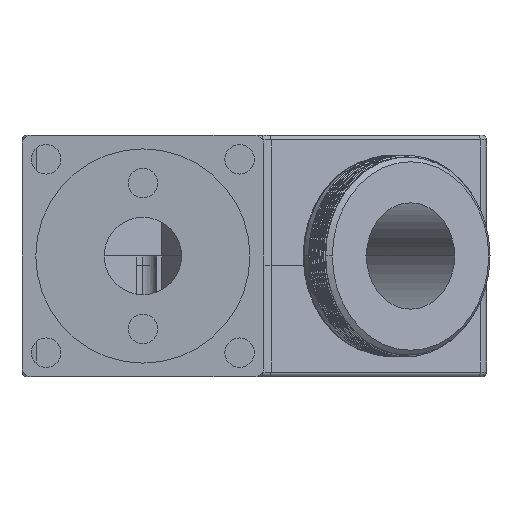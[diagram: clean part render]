
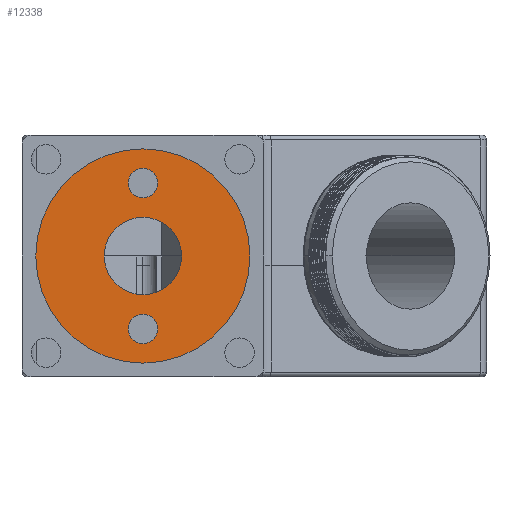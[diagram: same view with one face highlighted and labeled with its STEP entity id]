
A CAD part, left-side view. The second image highlights one B-rep face of the part: STEP entity #12338.
In plain terms, the highlighted planar face has unit normal (-1, 0, 0).
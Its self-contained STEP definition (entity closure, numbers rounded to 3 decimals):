
#260 = DIRECTION ( 'NONE',  ( 0., 0., 1. ) ) ;
#625 = DIRECTION ( 'NONE',  ( 0., 0., 1. ) ) ;
#626 = CARTESIAN_POINT ( 'NONE',  ( -39.5, -11.347, 8.312 ) ) ;
#1164 = FACE_BOUND ( 'NONE', #31964, .T. ) ;
#1486 = AXIS2_PLACEMENT_3D ( 'NONE', #15995, #21491, #26477 ) ;
#3310 = DIRECTION ( 'NONE',  ( 0., 0., 1. ) ) ;
#3894 = FACE_OUTER_BOUND ( 'NONE', #18065, .T. ) ;
#4076 = DIRECTION ( 'NONE',  ( 0., 0., 1. ) ) ;
#5126 = CARTESIAN_POINT ( 'NONE',  ( -39.5, -11.347, 32.362 ) ) ;
#6286 = ORIENTED_EDGE ( 'NONE', *, *, #12057, .T. ) ;
#6318 = CARTESIAN_POINT ( 'NONE',  ( -39.5, -11.347, -1.813 ) ) ;
#6437 = ORIENTED_EDGE ( 'NONE', *, *, #15187, .T. ) ;
#7296 = VERTEX_POINT ( 'NONE', #626 ) ;
#8272 = DIRECTION ( 'NONE',  ( -1., 0., 0. ) ) ;
#8445 = DIRECTION ( 'NONE',  ( -1., 0., 0. ) ) ;
#8449 = EDGE_CURVE ( 'NONE', #23483, #28574, #29660, .T. ) ;
#8706 = CARTESIAN_POINT ( 'NONE',  ( -39.5, -11.347, 5.262 ) ) ;
#8823 = EDGE_CURVE ( 'NONE', #7296, #16922, #19807, .T. ) ;
#8945 = DIRECTION ( 'NONE',  ( 1., 0., 0. ) ) ;
#9378 = DIRECTION ( 'NONE',  ( -1., 0., 0. ) ) ;
#9395 = AXIS2_PLACEMENT_3D ( 'NONE', #23076, #17898, #32567 ) ;
#10052 = ORIENTED_EDGE ( 'NONE', *, *, #31891, .F. ) ;
#10368 = AXIS2_PLACEMENT_3D ( 'NONE', #21476, #8445, #21123 ) ;
#10388 = CIRCLE ( 'NONE', #29025, 3.05 ) ;
#11661 = ORIENTED_EDGE ( 'NONE', *, *, #21206, .F. ) ;
#12057 = EDGE_CURVE ( 'NONE', #19201, #16580, #32824, .T. ) ;
#12338 = ADVANCED_FACE ( 'NONE', ( #24614, #1164, #3894, #18309 ), #14319, .T. ) ;
#12392 = VERTEX_POINT ( 'NONE', #24944 ) ;
#12565 = CARTESIAN_POINT ( 'NONE',  ( -39.5, -11.347, 38.462 ) ) ;
#12621 = CARTESIAN_POINT ( 'NONE',  ( -39.5, -11.347, 42.487 ) ) ;
#13598 = EDGE_LOOP ( 'NONE', ( #6437, #15506 ) ) ;
#14176 = EDGE_CURVE ( 'NONE', #12392, #14855, #21803, .T. ) ;
#14319 = PLANE ( 'NONE',  #31190 ) ;
#14651 = DIRECTION ( 'NONE',  ( 0., 0., 1. ) ) ;
#14855 = VERTEX_POINT ( 'NONE', #15559 ) ;
#15187 = EDGE_CURVE ( 'NONE', #14855, #12392, #22926, .T. ) ;
#15506 = ORIENTED_EDGE ( 'NONE', *, *, #14176, .T. ) ;
#15559 = CARTESIAN_POINT ( 'NONE',  ( -39.5, -11.347, 12.337 ) ) ;
#15995 = CARTESIAN_POINT ( 'NONE',  ( -39.5, -11.347, 35.412 ) ) ;
#16580 = VERTEX_POINT ( 'NONE', #12621 ) ;
#16922 = VERTEX_POINT ( 'NONE', #20103 ) ;
#17898 = DIRECTION ( 'NONE',  ( -1., 0., 0. ) ) ;
#18065 = EDGE_LOOP ( 'NONE', ( #31574, #6286 ) ) ;
#18213 = DIRECTION ( 'NONE',  ( 1., 0., 0. ) ) ;
#18309 = FACE_BOUND ( 'NONE', #13598, .T. ) ;
#19045 = AXIS2_PLACEMENT_3D ( 'NONE', #22293, #8945, #625 ) ;
#19201 = VERTEX_POINT ( 'NONE', #6318 ) ;
#19447 = CARTESIAN_POINT ( 'NONE',  ( -39.5, -11.347, 20.337 ) ) ;
#19607 = AXIS2_PLACEMENT_3D ( 'NONE', #31601, #18213, #260 ) ;
#19807 = CIRCLE ( 'NONE', #25848, 3.05 ) ;
#20103 = CARTESIAN_POINT ( 'NONE',  ( -39.5, -11.347, 2.212 ) ) ;
#20546 = EDGE_LOOP ( 'NONE', ( #25363, #10052 ) ) ;
#21123 = DIRECTION ( 'NONE',  ( 0., 0., 1. ) ) ;
#21206 = EDGE_CURVE ( 'NONE', #28574, #23483, #25545, .T. ) ;
#21476 = CARTESIAN_POINT ( 'NONE',  ( -39.5, -11.347, 20.337 ) ) ;
#21491 = DIRECTION ( 'NONE',  ( -1., 0., 0. ) ) ;
#21803 = CIRCLE ( 'NONE', #19045, 8. ) ;
#22293 = CARTESIAN_POINT ( 'NONE',  ( -39.5, -11.347, 20.337 ) ) ;
#22787 = ORIENTED_EDGE ( 'NONE', *, *, #8449, .F. ) ;
#22926 = CIRCLE ( 'NONE', #19607, 8. ) ;
#23076 = CARTESIAN_POINT ( 'NONE',  ( -39.5, -11.347, 35.412 ) ) ;
#23225 = EDGE_CURVE ( 'NONE', #16580, #19201, #31045, .T. ) ;
#23483 = VERTEX_POINT ( 'NONE', #12565 ) ;
#24614 = FACE_BOUND ( 'NONE', #20546, .T. ) ;
#24781 = CARTESIAN_POINT ( 'NONE',  ( -39.5, -11.347, 20.337 ) ) ;
#24944 = CARTESIAN_POINT ( 'NONE',  ( -39.5, -11.347, 28.337 ) ) ;
#25363 = ORIENTED_EDGE ( 'NONE', *, *, #8823, .F. ) ;
#25545 = CIRCLE ( 'NONE', #1486, 3.05 ) ;
#25848 = AXIS2_PLACEMENT_3D ( 'NONE', #31763, #8272, #3310 ) ;
#26477 = DIRECTION ( 'NONE',  ( 0., 0., 1. ) ) ;
#27025 = DIRECTION ( 'NONE',  ( 0., 0., 1. ) ) ;
#28574 = VERTEX_POINT ( 'NONE', #5126 ) ;
#29025 = AXIS2_PLACEMENT_3D ( 'NONE', #8706, #9378, #4076 ) ;
#29660 = CIRCLE ( 'NONE', #9395, 3.05 ) ;
#30272 = DIRECTION ( 'NONE',  ( -1., 0., 0. ) ) ;
#31045 = CIRCLE ( 'NONE', #33786, 22.15 ) ;
#31190 = AXIS2_PLACEMENT_3D ( 'NONE', #24781, #30272, #14651 ) ;
#31574 = ORIENTED_EDGE ( 'NONE', *, *, #23225, .T. ) ;
#31601 = CARTESIAN_POINT ( 'NONE',  ( -39.5, -11.347, 20.337 ) ) ;
#31763 = CARTESIAN_POINT ( 'NONE',  ( -39.5, -11.347, 5.262 ) ) ;
#31891 = EDGE_CURVE ( 'NONE', #16922, #7296, #10388, .T. ) ;
#31964 = EDGE_LOOP ( 'NONE', ( #22787, #11661 ) ) ;
#32002 = DIRECTION ( 'NONE',  ( -1., 0., 0. ) ) ;
#32567 = DIRECTION ( 'NONE',  ( 0., 0., 1. ) ) ;
#32824 = CIRCLE ( 'NONE', #10368, 22.15 ) ;
#33786 = AXIS2_PLACEMENT_3D ( 'NONE', #19447, #32002, #27025 ) ;
